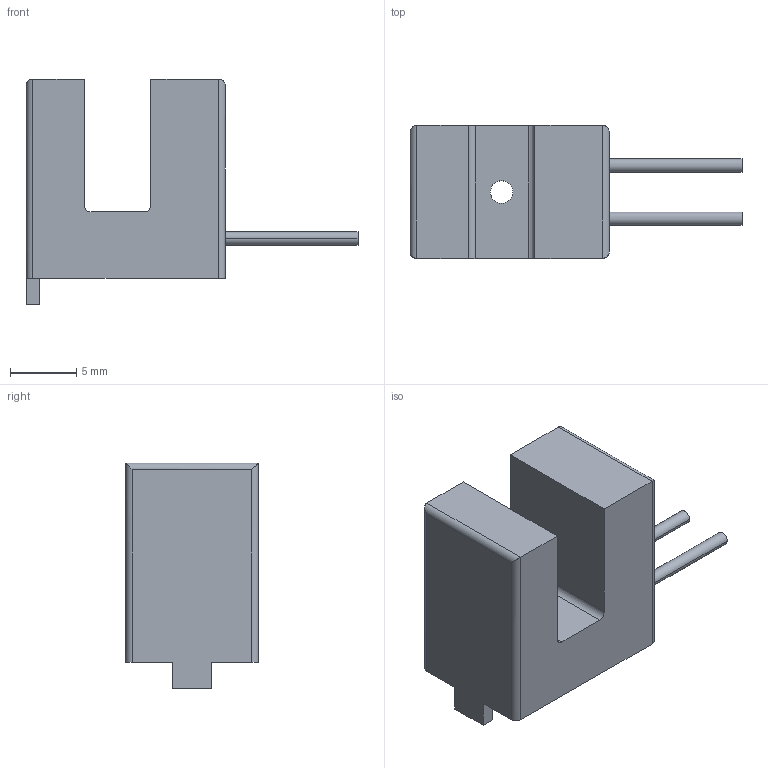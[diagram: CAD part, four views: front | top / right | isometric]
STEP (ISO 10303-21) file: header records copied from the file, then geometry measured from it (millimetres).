
FILE_DESCRIPTION((''),'2;1');
FILE_NAME('S5_E000603A','2006-01-03T',('Pepperl+Fuchs'),('Industriehansa'),'PRO/ENGINEER BY PARAMETRIC TECHNOLOGY CORPORATION, 2005290','PRO/ENGINEER BY PARAMETRIC TECHNOLOGY CORPORATION, 2005290','');
FILE_SCHEMA(('AUTOMOTIVE_DESIGN_CC2 { 1 2 10303 214 -1 1 5 2 }'));
Length unit declared in the file: millimetre
Products named in the file (1): S5_E000603A
Bounding box: 25 x 10 x 17 mm (x, y, z)
Volume: 1757.2 mm3; surface area: 1229.4 mm2
Topology: 1 solids, 1 shells, 30 faces, 77 edges, 54 vertices
Faces by surface type: plane 16, cylinder 14
Entity records: 1325 total; most frequent: CARTESIAN_POINT 196, DIRECTION 155, ORIENTED_EDGE 148, PRESENTATION_STYLE_ASSIGNMENT 85, STYLED_ITEM 79, CURVE_STYLE 78, EDGE_CURVE 74, VECTOR 53
